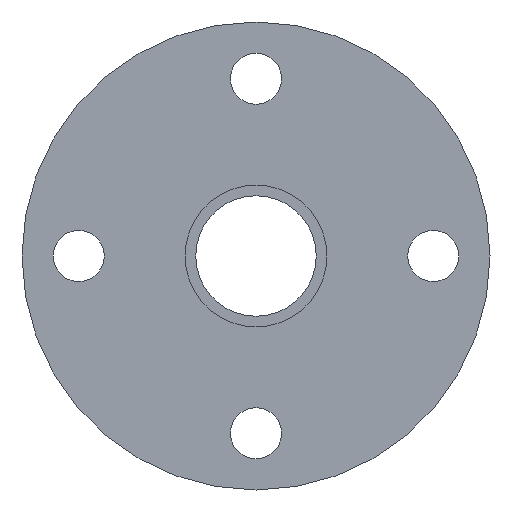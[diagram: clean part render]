
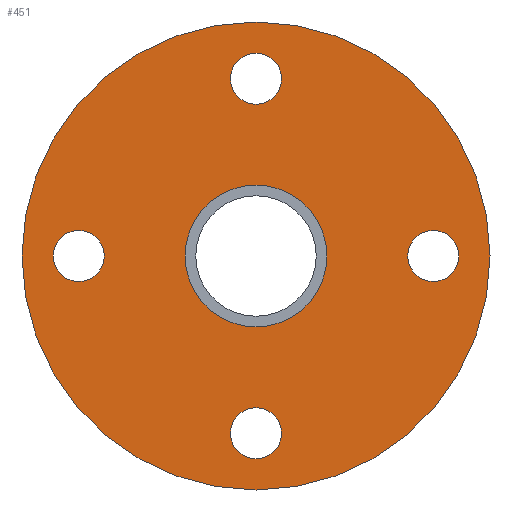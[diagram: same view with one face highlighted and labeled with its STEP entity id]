
A CAD part, left-side view. The second image highlights one B-rep face of the part: STEP entity #451.
In plain terms, the highlighted planar face has unit normal (-1, 0, 0).
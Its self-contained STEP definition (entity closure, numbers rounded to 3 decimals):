
#67=FACE_BOUND('',#170,.T.);
#68=FACE_BOUND('',#171,.T.);
#69=FACE_BOUND('',#172,.T.);
#70=FACE_BOUND('',#173,.T.);
#71=FACE_BOUND('',#174,.T.);
#109=FACE_OUTER_BOUND('',#169,.T.);
#169=EDGE_LOOP('',(#359));
#170=EDGE_LOOP('',(#360));
#171=EDGE_LOOP('',(#361));
#172=EDGE_LOOP('',(#362));
#173=EDGE_LOOP('',(#363));
#174=EDGE_LOOP('',(#364));
#210=CIRCLE('',#492,9.);
#211=CIRCLE('',#494,9.);
#212=CIRCLE('',#496,9.);
#216=CIRCLE('',#503,9.);
#223=CIRCLE('',#517,25.);
#224=CIRCLE('',#519,82.5);
#248=VERTEX_POINT('',#728);
#249=VERTEX_POINT('',#731);
#250=VERTEX_POINT('',#734);
#254=VERTEX_POINT('',#745);
#261=VERTEX_POINT('',#766);
#262=VERTEX_POINT('',#769);
#286=EDGE_CURVE('',#248,#248,#210,.T.);
#287=EDGE_CURVE('',#249,#249,#211,.T.);
#288=EDGE_CURVE('',#250,#250,#212,.T.);
#292=EDGE_CURVE('',#254,#254,#216,.T.);
#299=EDGE_CURVE('',#261,#261,#223,.T.);
#300=EDGE_CURVE('',#262,#262,#224,.T.);
#359=ORIENTED_EDGE('',*,*,#300,.F.);
#360=ORIENTED_EDGE('',*,*,#286,.T.);
#361=ORIENTED_EDGE('',*,*,#287,.T.);
#362=ORIENTED_EDGE('',*,*,#288,.T.);
#363=ORIENTED_EDGE('',*,*,#292,.T.);
#364=ORIENTED_EDGE('',*,*,#299,.T.);
#387=PLANE('',#518);
#451=ADVANCED_FACE('',(#109,#67,#68,#69,#70,#71),#387,.T.);
#492=AXIS2_PLACEMENT_3D('',#729,#597,#598);
#494=AXIS2_PLACEMENT_3D('',#732,#601,#602);
#496=AXIS2_PLACEMENT_3D('',#735,#605,#606);
#503=AXIS2_PLACEMENT_3D('',#746,#619,#620);
#517=AXIS2_PLACEMENT_3D('',#767,#647,#648);
#518=AXIS2_PLACEMENT_3D('',#768,#649,#650);
#519=AXIS2_PLACEMENT_3D('',#770,#651,#652);
#597=DIRECTION('center_axis',(1.,0.,0.));
#598=DIRECTION('ref_axis',(0.,-1.,0.));
#601=DIRECTION('center_axis',(1.,0.,0.));
#602=DIRECTION('ref_axis',(0.,0.,1.));
#605=DIRECTION('center_axis',(1.,0.,0.));
#606=DIRECTION('ref_axis',(0.,1.,0.));
#619=DIRECTION('center_axis',(1.,0.,0.));
#620=DIRECTION('ref_axis',(0.,0.,-1.));
#647=DIRECTION('center_axis',(1.,0.,0.));
#648=DIRECTION('ref_axis',(0.,0.,-1.));
#649=DIRECTION('center_axis',(-1.,0.,0.));
#650=DIRECTION('ref_axis',(0.,0.,1.));
#651=DIRECTION('center_axis',(1.,0.,0.));
#652=DIRECTION('ref_axis',(0.,0.,-1.));
#728=CARTESIAN_POINT('',(0.,9.,-62.5));
#729=CARTESIAN_POINT('Origin',(0.,0.,
-62.5));
#731=CARTESIAN_POINT('',(0.,-62.5,-9.));
#732=CARTESIAN_POINT('Origin',(0.,-62.5,0.));
#734=CARTESIAN_POINT('',(0.,-9.,62.5));
#735=CARTESIAN_POINT('Origin',(0.,0.,
62.5));
#745=CARTESIAN_POINT('',(0.,62.5,9.));
#746=CARTESIAN_POINT('Origin',(0.,62.5,0.));
#766=CARTESIAN_POINT('',(0.,25.,0.));
#767=CARTESIAN_POINT('Origin',(0.,0.,0.));
#768=CARTESIAN_POINT('Origin',(0.,82.5,0.));
#769=CARTESIAN_POINT('',(0.,82.5,0.));
#770=CARTESIAN_POINT('Origin',(0.,0.,0.));
